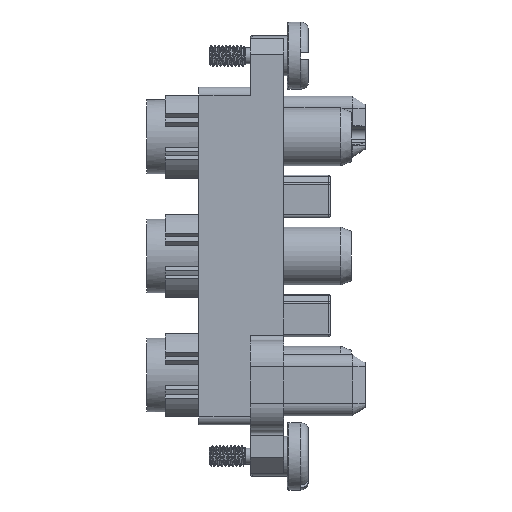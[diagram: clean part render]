
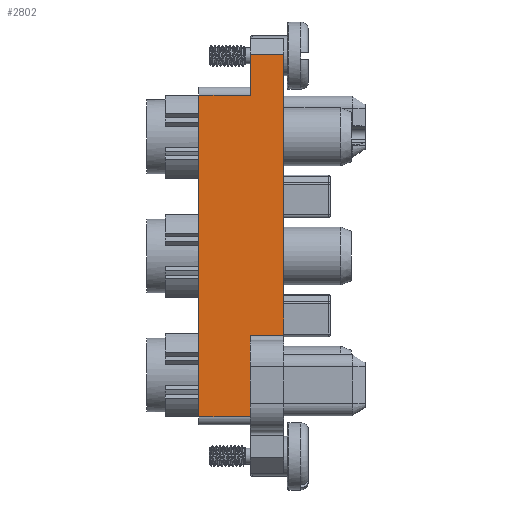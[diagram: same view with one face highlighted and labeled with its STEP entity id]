
A CAD part, front view. The second image highlights one B-rep face of the part: STEP entity #2802.
In plain terms, the highlighted planar face has unit normal (0, -1, 0).
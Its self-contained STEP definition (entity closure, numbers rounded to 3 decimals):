
#154=PLANE('',#11874);
#1116=LINE('',#21026,#1921);
#1152=LINE('',#21111,#1957);
#1153=LINE('',#21114,#1958);
#1154=LINE('',#21116,#1959);
#1155=LINE('',#21118,#1960);
#1156=LINE('',#21120,#1961);
#1157=LINE('',#21121,#1962);
#1158=LINE('',#21123,#1963);
#1159=LINE('',#21125,#1964);
#1160=LINE('',#21127,#1965);
#1161=LINE('',#21129,#1966);
#1162=LINE('',#21131,#1967);
#1921=VECTOR('',#13962,1.);
#1957=VECTOR('',#14044,1.);
#1958=VECTOR('',#14045,1.);
#1959=VECTOR('',#14046,1.);
#1960=VECTOR('',#14047,1.);
#1961=VECTOR('',#14048,1.);
#1962=VECTOR('',#14049,1.);
#1963=VECTOR('',#14050,1.);
#1964=VECTOR('',#14051,1.);
#1965=VECTOR('',#14052,1.);
#1966=VECTOR('',#14053,1.);
#1967=VECTOR('',#14054,1.);
#2802=ADVANCED_FACE('',(#3526),#154,.F.);
#3526=FACE_OUTER_BOUND('',#4187,.T.);
#4187=EDGE_LOOP('',(#5752,#5753,#5754,#5755,#5756,#5757,#5758,#5759,#5760,
#5761,#5762,#5763));
#5752=ORIENTED_EDGE('',*,*,#9777,.F.);
#5753=ORIENTED_EDGE('',*,*,#9778,.F.);
#5754=ORIENTED_EDGE('',*,*,#9779,.F.);
#5755=ORIENTED_EDGE('',*,*,#9780,.F.);
#5756=ORIENTED_EDGE('',*,*,#9781,.F.);
#5757=ORIENTED_EDGE('',*,*,#9734,.T.);
#5758=ORIENTED_EDGE('',*,*,#9782,.F.);
#5759=ORIENTED_EDGE('',*,*,#9783,.F.);
#5760=ORIENTED_EDGE('',*,*,#9784,.F.);
#5761=ORIENTED_EDGE('',*,*,#9785,.F.);
#5762=ORIENTED_EDGE('',*,*,#9786,.F.);
#5763=ORIENTED_EDGE('',*,*,#9787,.F.);
#8550=VERTEX_POINT('',#20971);
#8576=VERTEX_POINT('',#21025);
#8603=VERTEX_POINT('',#21112);
#8604=VERTEX_POINT('',#21113);
#8605=VERTEX_POINT('',#21115);
#8606=VERTEX_POINT('',#21117);
#8607=VERTEX_POINT('',#21119);
#8608=VERTEX_POINT('',#21122);
#8609=VERTEX_POINT('',#21124);
#8610=VERTEX_POINT('',#21126);
#8611=VERTEX_POINT('',#21128);
#8612=VERTEX_POINT('',#21130);
#9734=EDGE_CURVE('',#8550,#8576,#1116,.T.);
#9777=EDGE_CURVE('',#8603,#8604,#1152,.T.);
#9778=EDGE_CURVE('',#8605,#8603,#1153,.T.);
#9779=EDGE_CURVE('',#8606,#8605,#1154,.T.);
#9780=EDGE_CURVE('',#8607,#8606,#1155,.T.);
#9781=EDGE_CURVE('',#8550,#8607,#1156,.T.);
#9782=EDGE_CURVE('',#8608,#8576,#1157,.T.);
#9783=EDGE_CURVE('',#8609,#8608,#1158,.T.);
#9784=EDGE_CURVE('',#8610,#8609,#1159,.T.);
#9785=EDGE_CURVE('',#8611,#8610,#1160,.T.);
#9786=EDGE_CURVE('',#8612,#8611,#1161,.T.);
#9787=EDGE_CURVE('',#8604,#8612,#1162,.T.);
#11874=AXIS2_PLACEMENT_3D('',#21132,#14055,#14056);
#13962=DIRECTION('',(0.,0.,1.));
#14044=DIRECTION('',(-1.,0.,0.));
#14045=DIRECTION('',(0.,0.,-1.));
#14046=DIRECTION('',(1.,0.,0.));
#14047=DIRECTION('',(0.,0.,-1.));
#14048=DIRECTION('',(-1.,0.,0.));
#14049=DIRECTION('',(1.,0.,0.));
#14050=DIRECTION('',(0.,0.,1.));
#14051=DIRECTION('',(1.,0.,0.));
#14052=DIRECTION('',(0.,0.,1.));
#14053=DIRECTION('',(-1.,0.,0.));
#14054=DIRECTION('',(0.,0.,1.));
#14055=DIRECTION('',(0.,1.,0.));
#14056=DIRECTION('',(0.,0.,-1.));
#20971=CARTESIAN_POINT('',(0.,-10.92,-15.));
#21025=CARTESIAN_POINT('',(0.,-10.92,38.3));
#21026=CARTESIAN_POINT('',(0.,-10.92,0.));
#21111=CARTESIAN_POINT('',(-6.3,-10.92,-31.123));
#21112=CARTESIAN_POINT('',(-2.,-10.92,-31.123));
#21113=CARTESIAN_POINT('',(-6.3,-10.92,-31.123));
#21114=CARTESIAN_POINT('',(-2.,-10.92,-41.3));
#21115=CARTESIAN_POINT('',(-2.,-10.92,-17.5));
#21116=CARTESIAN_POINT('',(-6.3,-10.92,-17.5));
#21117=CARTESIAN_POINT('',(-6.3,-10.92,-17.5));
#21118=CARTESIAN_POINT('',(-6.3,-10.92,-41.3));
#21119=CARTESIAN_POINT('',(-6.3,-10.92,-15.));
#21120=CARTESIAN_POINT('',(-6.3,-10.92,-15.));
#21121=CARTESIAN_POINT('',(-6.3,-10.92,38.3));
#21122=CARTESIAN_POINT('',(-6.3,-10.92,38.3));
#21123=CARTESIAN_POINT('',(-6.3,-10.92,-41.3));
#21124=CARTESIAN_POINT('',(-6.3,-10.92,30.5));
#21125=CARTESIAN_POINT('',(-6.3,-10.92,30.5));
#21126=CARTESIAN_POINT('',(-16.1,-10.92,30.5));
#21127=CARTESIAN_POINT('',(-16.1,-10.92,0.));
#21128=CARTESIAN_POINT('',(-16.1,-10.92,-30.5));
#21129=CARTESIAN_POINT('',(-6.3,-10.92,-30.5));
#21130=CARTESIAN_POINT('',(-6.3,-10.92,-30.5));
#21131=CARTESIAN_POINT('',(-6.3,-10.92,0.));
#21132=CARTESIAN_POINT('',(-6.3,-10.92,-41.3));
